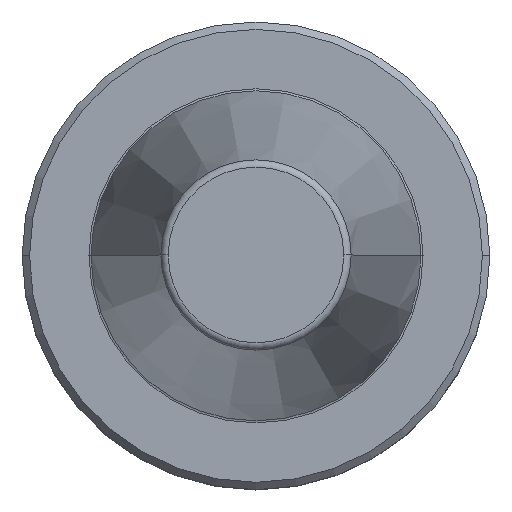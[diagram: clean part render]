
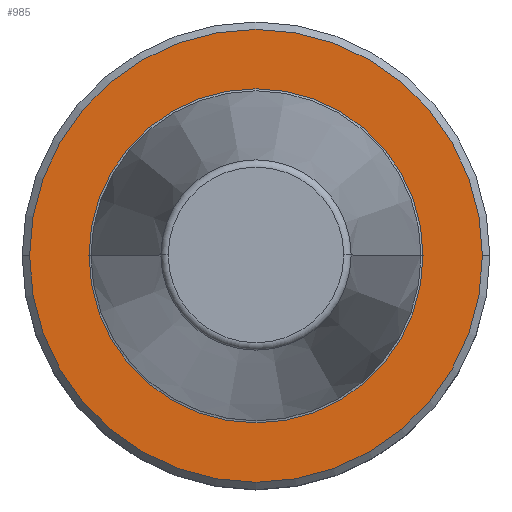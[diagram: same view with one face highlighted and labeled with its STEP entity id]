
A CAD part, top view. The second image highlights one B-rep face of the part: STEP entity #985.
In plain terms, the highlighted planar face has unit normal (0, 0, 1).
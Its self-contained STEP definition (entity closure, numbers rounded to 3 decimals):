
#34 = DIRECTION ( 'NONE',  ( 0., 0., 1. ) ) ;
#48 = ORIENTED_EDGE ( 'NONE', *, *, #403, .T. ) ;
#74 = CARTESIAN_POINT ( 'NONE',  ( 30.5, 0., -67.4 ) ) ;
#114 = CARTESIAN_POINT ( 'NONE',  ( 0., 0., -67.4 ) ) ;
#127 = CIRCLE ( 'NONE', #696, 30.5 ) ;
#138 = FACE_OUTER_BOUND ( 'NONE', #894, .T. ) ;
#218 = EDGE_CURVE ( 'NONE', #796, #610, #973, .T. ) ;
#276 = DIRECTION ( 'NONE',  ( 0., 0., 1. ) ) ;
#319 = EDGE_CURVE ( 'NONE', #610, #796, #952, .T. ) ;
#344 = CARTESIAN_POINT ( 'NONE',  ( -30.5, 0., -67.4 ) ) ;
#346 = ORIENTED_EDGE ( 'NONE', *, *, #319, .F. ) ;
#356 = CARTESIAN_POINT ( 'NONE',  ( -22.5, 0., -67.4 ) ) ;
#399 = CARTESIAN_POINT ( 'NONE',  ( 0., 0., -67.4 ) ) ;
#403 = EDGE_CURVE ( 'NONE', #1027, #612, #127, .T. ) ;
#437 = CARTESIAN_POINT ( 'NONE',  ( 0., 0., -67.4 ) ) ;
#438 = CIRCLE ( 'NONE', #984, 30.5 ) ;
#459 = AXIS2_PLACEMENT_3D ( 'NONE', #399, #951, #480 ) ;
#480 = DIRECTION ( 'NONE',  ( 1., 0., 0. ) ) ;
#500 = EDGE_LOOP ( 'NONE', ( #346, #927 ) ) ;
#578 = DIRECTION ( 'NONE',  ( 0., 0., 1. ) ) ;
#584 = DIRECTION ( 'NONE',  ( -1., 0., 0. ) ) ;
#609 = DIRECTION ( 'NONE',  ( 1., 0., 0. ) ) ;
#610 = VERTEX_POINT ( 'NONE', #735 ) ;
#612 = VERTEX_POINT ( 'NONE', #74 ) ;
#696 = AXIS2_PLACEMENT_3D ( 'NONE', #437, #276, #609 ) ;
#735 = CARTESIAN_POINT ( 'NONE',  ( 22.5, 0., -67.4 ) ) ;
#757 = ORIENTED_EDGE ( 'NONE', *, *, #872, .T. ) ;
#772 = FACE_BOUND ( 'NONE', #500, .T. ) ;
#796 = VERTEX_POINT ( 'NONE', #356 ) ;
#806 = PLANE ( 'NONE',  #807 ) ;
#807 = AXIS2_PLACEMENT_3D ( 'NONE', #967, #970, #584 ) ;
#860 = DIRECTION ( 'NONE',  ( 1., 0., 0. ) ) ;
#872 = EDGE_CURVE ( 'NONE', #612, #1027, #438, .T. ) ;
#883 = AXIS2_PLACEMENT_3D ( 'NONE', #114, #578, #860 ) ;
#894 = EDGE_LOOP ( 'NONE', ( #48, #757 ) ) ;
#927 = ORIENTED_EDGE ( 'NONE', *, *, #218, .F. ) ;
#945 = DIRECTION ( 'NONE',  ( 1., 0., 0. ) ) ;
#951 = DIRECTION ( 'NONE',  ( 0., 0., 1. ) ) ;
#952 = CIRCLE ( 'NONE', #459, 22.5 ) ;
#967 = CARTESIAN_POINT ( 'NONE',  ( 0., 0., -67.4 ) ) ;
#970 = DIRECTION ( 'NONE',  ( 0., 0., -1. ) ) ;
#973 = CIRCLE ( 'NONE', #883, 22.5 ) ;
#984 = AXIS2_PLACEMENT_3D ( 'NONE', #1034, #34, #945 ) ;
#985 = ADVANCED_FACE ( 'NONE', ( #772, #138 ), #806, .F. ) ;
#1027 = VERTEX_POINT ( 'NONE', #344 ) ;
#1034 = CARTESIAN_POINT ( 'NONE',  ( 0., 0., -67.4 ) ) ;
